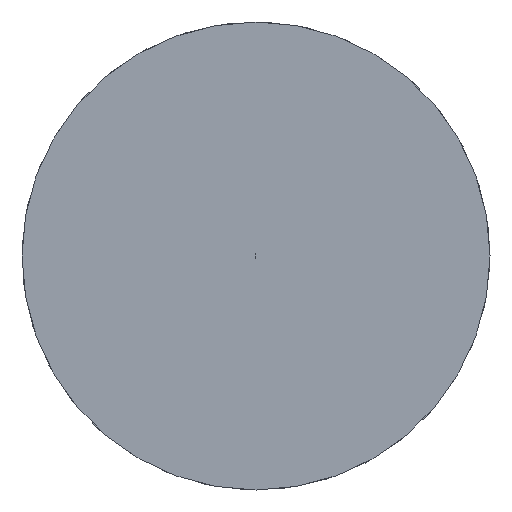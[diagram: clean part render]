
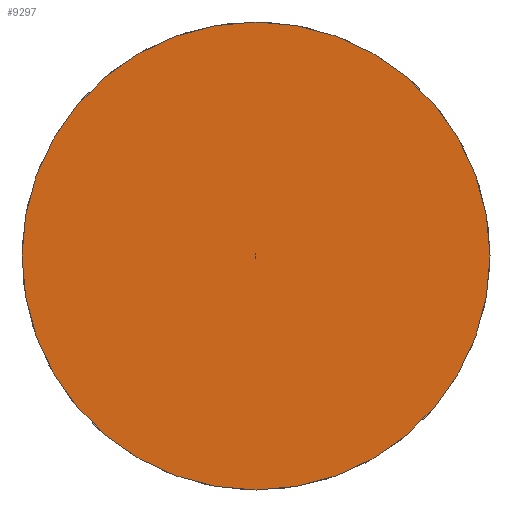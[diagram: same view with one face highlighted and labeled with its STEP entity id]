
A CAD part, front view. The second image highlights one B-rep face of the part: STEP entity #9297.
In plain terms, the highlighted planar face has unit normal (0, -1, 0).
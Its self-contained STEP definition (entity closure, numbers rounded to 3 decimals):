
#1144 = EDGE_CURVE ( 'NONE', #16213, #12961, #3862, .T. ) ;
#1157 = PLANE ( 'NONE',  #19163 ) ;
#2983 = CIRCLE ( 'NONE', #5500, 25. ) ;
#3862 = CIRCLE ( 'NONE', #14875, 25. ) ;
#4986 = CARTESIAN_POINT ( 'NONE',  ( 0., 0., 0. ) ) ;
#5051 = EDGE_LOOP ( 'NONE', ( #9473, #9146 ) ) ;
#5161 = CARTESIAN_POINT ( 'NONE',  ( 0., 0., 25. ) ) ;
#5500 = AXIS2_PLACEMENT_3D ( 'NONE', #4986, #11003, #17002 ) ;
#5778 = DIRECTION ( 'NONE',  ( 0., 0., 1. ) ) ;
#5797 = EDGE_CURVE ( 'NONE', #12961, #16213, #2983, .T. ) ;
#7147 = CARTESIAN_POINT ( 'NONE',  ( 0., 0., 0. ) ) ;
#9146 = ORIENTED_EDGE ( 'NONE', *, *, #1144, .F. ) ;
#9297 = ADVANCED_FACE ( 'NONE', ( #14643 ), #1157, .F. ) ;
#9473 = ORIENTED_EDGE ( 'NONE', *, *, #5797, .F. ) ;
#11003 = DIRECTION ( 'NONE',  ( 0., 1., 0. ) ) ;
#12961 = VERTEX_POINT ( 'NONE', #18495 ) ;
#13165 = DIRECTION ( 'NONE',  ( 0., 1., 0. ) ) ;
#13276 = CARTESIAN_POINT ( 'NONE',  ( 0., 0., 0. ) ) ;
#14643 = FACE_OUTER_BOUND ( 'NONE', #5051, .T. ) ;
#14875 = AXIS2_PLACEMENT_3D ( 'NONE', #13276, #19277, #5778 ) ;
#16213 = VERTEX_POINT ( 'NONE', #5161 ) ;
#17002 = DIRECTION ( 'NONE',  ( 0., 0., 1. ) ) ;
#18495 = CARTESIAN_POINT ( 'NONE',  ( 0., 0., -25. ) ) ;
#19163 = AXIS2_PLACEMENT_3D ( 'NONE', #7147, #13165, #19164 ) ;
#19164 = DIRECTION ( 'NONE',  ( 0., 0., 1. ) ) ;
#19277 = DIRECTION ( 'NONE',  ( 0., 1., 0. ) ) ;
